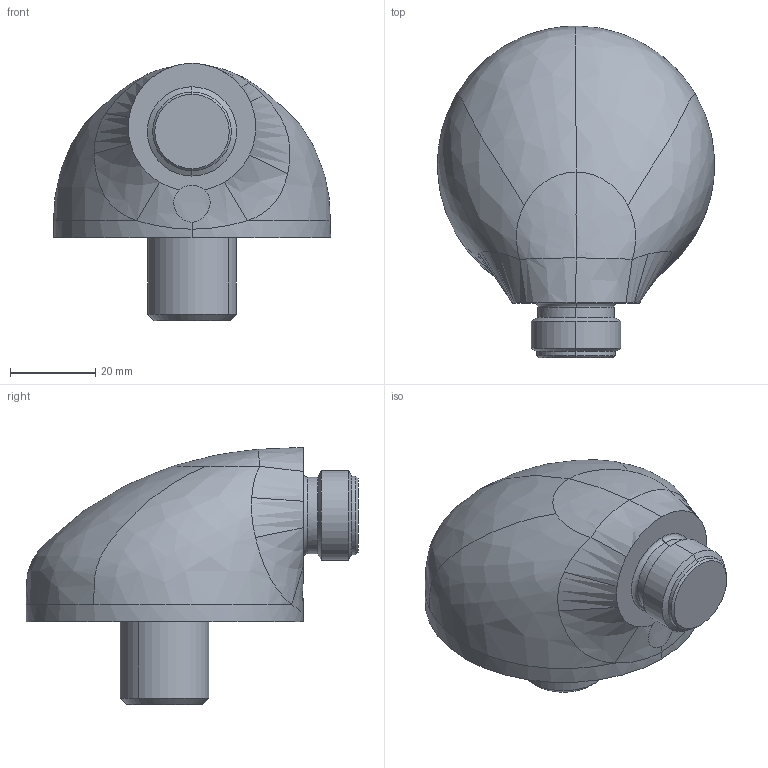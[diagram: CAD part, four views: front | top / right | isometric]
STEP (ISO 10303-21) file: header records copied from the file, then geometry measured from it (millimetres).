
FILE_DESCRIPTION (( 'STEP AP203' ), '1' );
FILE_NAME ('04420100.STEP', '2023-02-16T04:06:06', ( '' ), ( '' ), 'SwSTEP 2.0', 'SolidWorks 2016', '' );
FILE_SCHEMA (( 'CONFIG_CONTROL_DESIGN' ));
Length unit declared in the file: millimetre
Products named in the file (1): 04420100
Bounding box: 65.2 x 78.1 x 60.5 mm (x, y, z)
Volume: 107040 mm3; surface area: 13941.9 mm2
Topology: 1 solids, 1 shells, 41 faces, 98 edges, 59 vertices
Faces by surface type: bspline 19, cylinder 10, cone 8, plane 4
Entity records: 4377 total; most frequent: CARTESIAN_POINT 3510, ORIENTED_EDGE 192, DIRECTION 112, EDGE_CURVE 96, VERTEX_POINT 59, B_SPLINE_CURVE_WITH_KNOTS 54, AXIS2_PLACEMENT_3D 47, EDGE_LOOP 43
